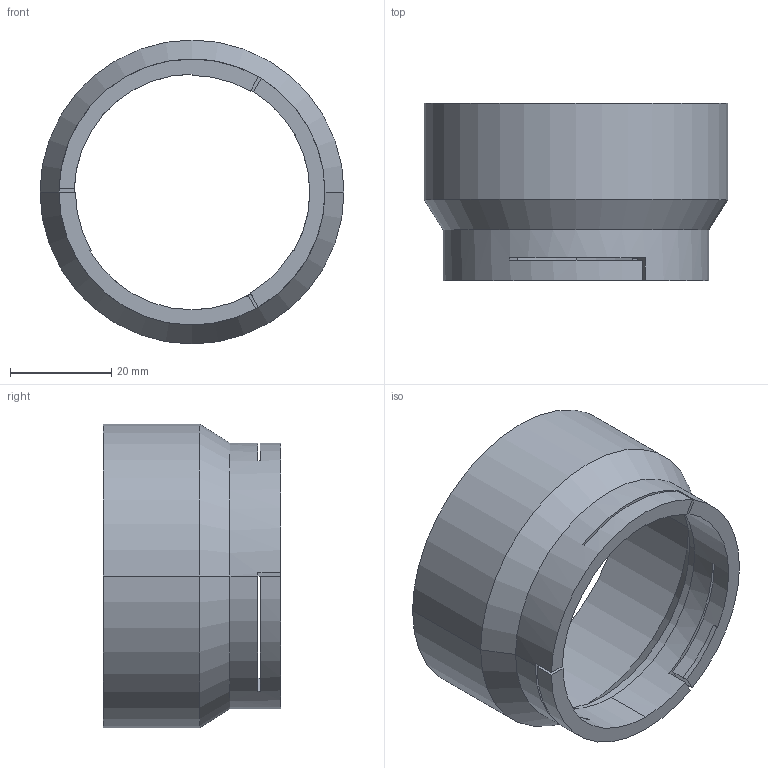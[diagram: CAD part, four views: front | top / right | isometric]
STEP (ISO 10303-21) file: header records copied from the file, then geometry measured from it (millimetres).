
FILE_DESCRIPTION((''),'2;1');
FILE_NAME('110_HOOD','2023-12-08T',('yangy'),(''),'PRO/ENGINEER BY PARAMETRIC TECHNOLOGY CORPORATION, 2008380','PRO/ENGINEER BY PARAMETRIC TECHNOLOGY CORPORATION, 2008380','');
FILE_SCHEMA(('CONFIG_CONTROL_DESIGN'));
Length unit declared in the file: millimetre
Products named in the file (1): 110_HOOD
Bounding box: 60 x 35 x 60 mm (x, y, z)
Volume: 11750.6 mm3; surface area: 14062.9 mm2
Topology: 1 solids, 1 shells, 44 faces, 116 edges, 75 vertices
Faces by surface type: plane 27, cylinder 13, cone 4
Entity records: 1414 total; most frequent: DIRECTION 252, CARTESIAN_POINT 235, ORIENTED_EDGE 232, EDGE_CURVE 116, AXIS2_PLACEMENT_3D 92, VERTEX_POINT 75, VECTOR 68, LINE 68
